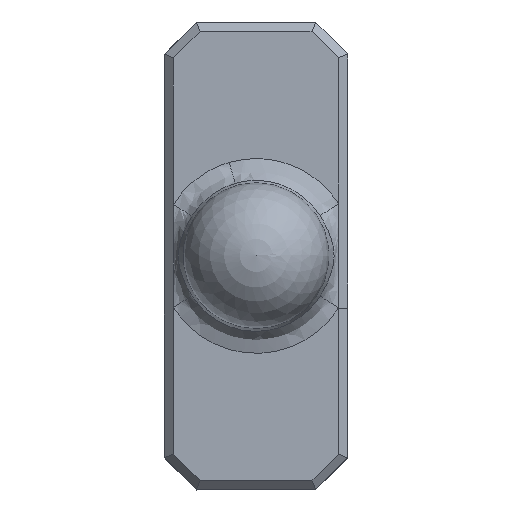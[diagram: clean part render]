
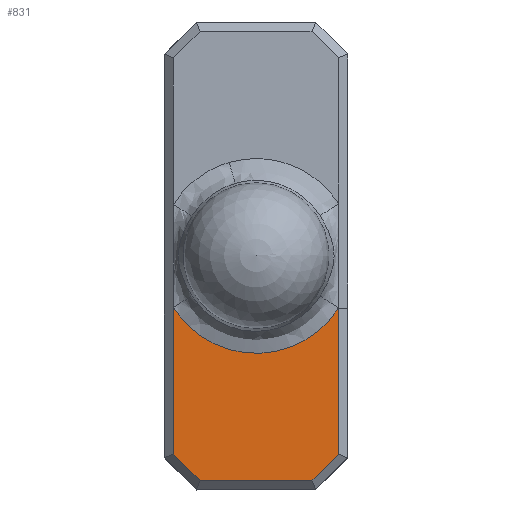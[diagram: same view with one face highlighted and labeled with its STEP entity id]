
A CAD part, top view. The second image highlights one B-rep face of the part: STEP entity #831.
In plain terms, the highlighted planar face has unit normal (0, 0, 1).
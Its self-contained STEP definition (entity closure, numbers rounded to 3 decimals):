
#707=CARTESIAN_POINT('',(0.,0.,-68.8));
#708=DIRECTION('',(0.,0.,-1.));
#709=DIRECTION('',(0.,-1.,0.));
#710=AXIS2_PLACEMENT_3D('',#707,#708,#709);
#711=PLANE('',#710);
#712=CARTESIAN_POINT('',(17.973,-81.359,-68.8));
#713=VERTEX_POINT('',#712);
#714=CARTESIAN_POINT('',(17.972,-81.311,-68.8));
#715=VERTEX_POINT('',#714);
#716=CARTESIAN_POINT('',(17.972,-81.359,-68.8));
#717=DIRECTION('',(0.,1.,0.));
#718=VECTOR('',#717,0.048);
#719=LINE('',#716,#718);
#720=EDGE_CURVE('',#713,#715,#719,.T.);
#721=ORIENTED_EDGE('',*,*,#720,.T.);
#722=CARTESIAN_POINT('',(-18.028,-81.221,-68.8));
#723=VERTEX_POINT('',#722);
#724=CARTESIAN_POINT('',(17.972,-81.311,-68.8));
#725=CARTESIAN_POINT('',(17.017,-82.828,-68.8));
#726=CARTESIAN_POINT('',(15.887,-84.204,-68.8));
#727=CARTESIAN_POINT('',(14.58,-85.437,-68.8));
#728=CARTESIAN_POINT('',(14.253,-85.746,-68.8));
#729=CARTESIAN_POINT('',(13.914,-86.046,-68.8));
#730=CARTESIAN_POINT('',(13.568,-86.333,-68.8));
#731=CARTESIAN_POINT('',(13.223,-86.62,-68.8));
#732=CARTESIAN_POINT('',(12.869,-86.895,-68.8));
#733=CARTESIAN_POINT('',(12.508,-87.158,-68.8));
#734=CARTESIAN_POINT('',(11.787,-87.684,-68.8));
#735=CARTESIAN_POINT('',(11.036,-88.162,-68.8));
#736=CARTESIAN_POINT('',(10.255,-88.593,-68.8));
#737=CARTESIAN_POINT('',(9.865,-88.809,-68.8));
#738=CARTESIAN_POINT('',(9.467,-89.012,-68.8));
#739=CARTESIAN_POINT('',(9.062,-89.204,-68.8));
#740=CARTESIAN_POINT('',(8.657,-89.395,-68.8));
#741=CARTESIAN_POINT('',(8.243,-89.575,-68.8));
#742=CARTESIAN_POINT('',(7.824,-89.741,-68.8));
#743=CARTESIAN_POINT('',(6.985,-90.073,-68.8));
#744=CARTESIAN_POINT('',(6.13,-90.349,-68.8));
#745=CARTESIAN_POINT('',(5.259,-90.571,-68.8));
#746=CARTESIAN_POINT('',(4.823,-90.682,-68.8));
#747=CARTESIAN_POINT('',(4.384,-90.779,-68.8));
#748=CARTESIAN_POINT('',(3.941,-90.863,-68.8));
#749=CARTESIAN_POINT('',(3.498,-90.947,-68.8));
#750=CARTESIAN_POINT('',(3.052,-91.017,-68.8));
#751=CARTESIAN_POINT('',(2.607,-91.072,-68.8));
#752=CARTESIAN_POINT('',(1.718,-91.183,-68.8));
#753=CARTESIAN_POINT('',(0.828,-91.237,-68.8));
#754=CARTESIAN_POINT('',(-0.063,-91.235,-68.8));
#755=CARTESIAN_POINT('',(-0.953,-91.232,-68.8));
#756=CARTESIAN_POINT('',(-1.844,-91.173,-68.8));
#757=CARTESIAN_POINT('',(-2.735,-91.057,-68.8));
#758=CARTESIAN_POINT('',(-3.181,-90.998,-68.8));
#759=CARTESIAN_POINT('',(-3.627,-90.926,-68.8));
#760=CARTESIAN_POINT('',(-4.069,-90.84,-68.8));
#761=CARTESIAN_POINT('',(-4.51,-90.754,-68.8));
#762=CARTESIAN_POINT('',(-4.946,-90.654,-68.8));
#763=CARTESIAN_POINT('',(-5.378,-90.541,-68.8));
#764=CARTESIAN_POINT('',(-6.242,-90.316,-68.8));
#765=CARTESIAN_POINT('',(-7.088,-90.037,-68.8));
#766=CARTESIAN_POINT('',(-7.915,-89.704,-68.8));
#767=CARTESIAN_POINT('',(-8.329,-89.538,-68.8));
#768=CARTESIAN_POINT('',(-8.738,-89.358,-68.8));
#769=CARTESIAN_POINT('',(-9.142,-89.165,-68.8));
#770=CARTESIAN_POINT('',(-9.547,-88.972,-68.8));
#771=CARTESIAN_POINT('',(-9.948,-88.766,-68.8));
#772=CARTESIAN_POINT('',(-10.342,-88.546,-68.8));
#773=CARTESIAN_POINT('',(-11.129,-88.107,-68.8));
#774=CARTESIAN_POINT('',(-11.881,-87.622,-68.8));
#775=CARTESIAN_POINT('',(-12.598,-87.094,-68.8));
#776=CARTESIAN_POINT('',(-13.315,-86.565,-68.8));
#777=CARTESIAN_POINT('',(-13.997,-85.993,-68.8));
#778=CARTESIAN_POINT('',(-14.645,-85.377,-68.8));
#779=CARTESIAN_POINT('',(-14.969,-85.069,-68.8));
#780=CARTESIAN_POINT('',(-15.283,-84.749,-68.8));
#781=CARTESIAN_POINT('',(-15.589,-84.418,-68.8));
#782=CARTESIAN_POINT('',(-15.895,-84.087,-68.8));
#783=CARTESIAN_POINT('',(-16.191,-83.746,-68.8));
#784=CARTESIAN_POINT('',(-16.474,-83.399,-68.8));
#785=CARTESIAN_POINT('',(-17.04,-82.703,-68.8));
#786=CARTESIAN_POINT('',(-17.558,-81.977,-68.8));
#787=CARTESIAN_POINT('',(-18.028,-81.221,-68.8));
#788=B_SPLINE_CURVE_WITH_KNOTS('',3,(#724,#725,#726,#727,#728,#729,#730,#731,#732,#733,#734,#735,#736,#737,#738,#739,#740,#741,#742,#743,#744,#745,#746,#747,#748,#749,
#750,#751,#752,#753,#754,#755,#756,#757,#758,#759,#760,#761,#762,#763,#764,#765,#766,#767,#768,#769,#770,#771,#772,#773,#774,
#775,#776,#777,#778,#779,#780,#781,#782,#783,#784,#785,#786,#787),.UNSPECIFIED.,.F.,.F.,(4,3,3,3,3,3,3,3,3,3,3,3,3,3,3,3,3,3,3,3,3,4),(0.051,0.056,0.058,0.059,0.062,0.063,0.064,0.067,0.068,0.07,0.072,0.075,0.076,0.078,0.08,0.082,0.083,0.086,0.088,0.09,0.091,0.094),.UNSPECIFIED.);
#789=EDGE_CURVE('',#715,#723,#788,.T.);
#790=ORIENTED_EDGE('',*,*,#789,.T.);
#791=CARTESIAN_POINT('',(-18.029,-113.178,-68.8));
#792=VERTEX_POINT('',#791);
#793=CARTESIAN_POINT('',(-18.028,-81.221,-68.8));
#794=DIRECTION('',(0.,-1.,0.));
#795=VECTOR('',#794,31.957);
#796=LINE('',#793,#795);
#797=EDGE_CURVE('',#723,#792,#796,.T.);
#798=ORIENTED_EDGE('',*,*,#797,.T.);
#799=CARTESIAN_POINT('',(-12.21,-119.,-68.8));
#800=VERTEX_POINT('',#799);
#801=CARTESIAN_POINT('',(-18.029,-113.178,-68.8));
#802=DIRECTION('',(0.707,-0.707,0.));
#803=VECTOR('',#802,8.232);
#804=LINE('',#801,#803);
#805=EDGE_CURVE('',#792,#800,#804,.T.);
#806=ORIENTED_EDGE('',*,*,#805,.T.);
#807=CARTESIAN_POINT('',(12.168,-119.,-68.8));
#808=VERTEX_POINT('',#807);
#809=CARTESIAN_POINT('',(-12.21,-119.,-68.8));
#810=DIRECTION('',(1.,0.,-0.));
#811=VECTOR('',#810,24.378);
#812=LINE('',#809,#811);
#813=EDGE_CURVE('',#800,#808,#812,.T.);
#814=ORIENTED_EDGE('',*,*,#813,.T.);
#815=CARTESIAN_POINT('',(17.974,-113.194,-68.8));
#816=VERTEX_POINT('',#815);
#817=CARTESIAN_POINT('',(12.168,-119.,-68.8));
#818=DIRECTION('',(0.707,0.707,0.));
#819=VECTOR('',#818,8.211);
#820=LINE('',#817,#819);
#821=EDGE_CURVE('',#808,#816,#820,.T.);
#822=ORIENTED_EDGE('',*,*,#821,.T.);
#823=CARTESIAN_POINT('',(17.974,-113.194,-68.8));
#824=DIRECTION('',(0.,1.,0.));
#825=VECTOR('',#824,31.836);
#826=LINE('',#823,#825);
#827=EDGE_CURVE('',#816,#713,#826,.T.);
#828=ORIENTED_EDGE('',*,*,#827,.T.);
#829=EDGE_LOOP('',(#721,#790,#798,#806,#814,#822,#828));
#830=FACE_BOUND('',#829,.T.);
#831=ADVANCED_FACE('',(#830),#711,.F.);
